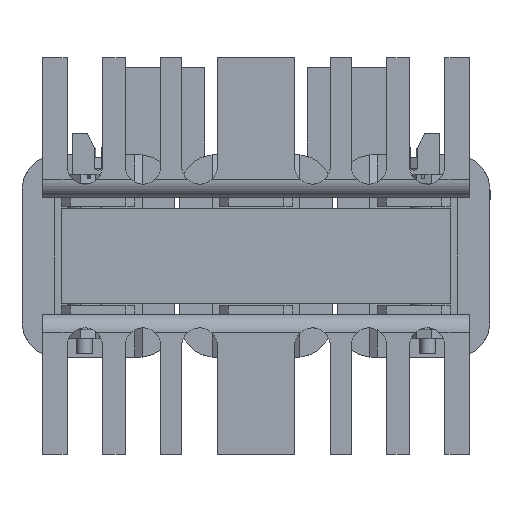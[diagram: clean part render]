
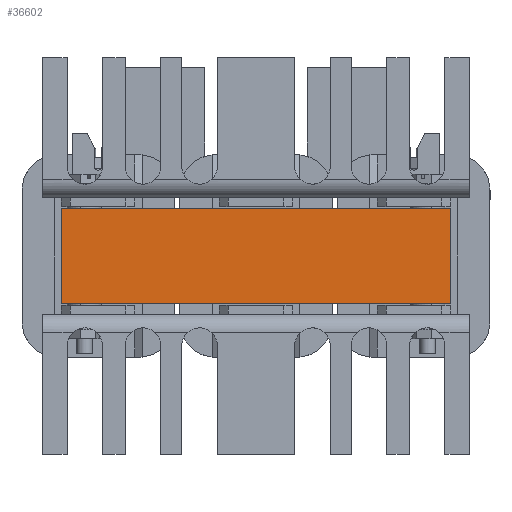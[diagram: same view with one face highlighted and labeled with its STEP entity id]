
A CAD part, front view. The second image highlights one B-rep face of the part: STEP entity #36602.
In plain terms, the highlighted planar face has unit normal (0, -1, 0).
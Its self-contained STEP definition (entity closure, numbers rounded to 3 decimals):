
#13672 = ORIENTED_EDGE ( 'NONE', *, *, #18866, .T. ) ;
#13673 = ORIENTED_EDGE ( 'NONE', *, *, #18961, .F. ) ;
#13674 = ORIENTED_EDGE ( 'NONE', *, *, #18853, .F. ) ;
#13676 = ORIENTED_EDGE ( 'NONE', *, *, #18682, .T. ) ;
#18151 = CARTESIAN_POINT ( 'NONE',  ( -117.933, -48., -21.433 ) ) ;
#18365 = CARTESIAN_POINT ( 'NONE',  ( -117.933, -48., 0.067 ) ) ;
#18450 = VERTEX_POINT ( 'NONE', #18151 ) ;
#18587 = VERTEX_POINT ( 'NONE', #18365 ) ;
#18656 = VERTEX_POINT ( 'NONE', #19788 ) ;
#18682 = EDGE_CURVE ( 'NONE', #19127, #18587, #43377, .T. ) ;
#18853 = EDGE_CURVE ( 'NONE', #18656, #18450, #43468, .T. ) ;
#18866 = EDGE_CURVE ( 'NONE', #18587, #18450, #43479, .T. ) ;
#18961 = EDGE_CURVE ( 'NONE', #19127, #18656, #43553, .T. ) ;
#19127 = VERTEX_POINT ( 'NONE', #32690 ) ;
#19788 = CARTESIAN_POINT ( 'NONE',  ( -30.433, -48., -21.433 ) ) ;
#19833 = CARTESIAN_POINT ( 'NONE',  ( -30.433, -48., 0.067 ) ) ;
#19834 = DIRECTION ( 'NONE',  ( -1., 0., 0. ) ) ;
#20295 = CARTESIAN_POINT ( 'NONE',  ( -30.433, -48., -21.433 ) ) ;
#20296 = DIRECTION ( 'NONE',  ( -1., 0., 0. ) ) ;
#20323 = CARTESIAN_POINT ( 'NONE',  ( -117.933, -48., -21.433 ) ) ;
#20324 = DIRECTION ( 'NONE',  ( 0., 0., -1. ) ) ;
#20523 = CARTESIAN_POINT ( 'NONE',  ( -30.433, -48., -21.433 ) ) ;
#20524 = DIRECTION ( 'NONE',  ( 0., 0., -1. ) ) ;
#20870 = AXIS2_PLACEMENT_3D ( 'NONE', #22743, #22745, #22747 ) ;
#21988 = FACE_OUTER_BOUND ( 'NONE', #42610, .T. ) ;
#22741 = PLANE ( 'NONE',  #20870 ) ;
#22743 = CARTESIAN_POINT ( 'NONE',  ( -30.433, -48., -21.433 ) ) ;
#22745 = DIRECTION ( 'NONE',  ( 0., 1., 0. ) ) ;
#22747 = DIRECTION ( 'NONE',  ( 1., 0., 0. ) ) ;
#29302 = VECTOR ( 'NONE', #19834, 1000. ) ;
#32690 = CARTESIAN_POINT ( 'NONE',  ( -30.433, -48., 0.067 ) ) ;
#35065 = VECTOR ( 'NONE', #20524, 1000. ) ;
#35246 = VECTOR ( 'NONE', #20296, 1000. ) ;
#35301 = VECTOR ( 'NONE', #20324, 1000. ) ;
#36602 = ADVANCED_FACE ( 'NONE', ( #21988 ), #22741, .F. ) ;
#42610 = EDGE_LOOP ( 'NONE', ( #13672, #13674, #13673, #13676 ) ) ;
#43377 = LINE ( 'NONE', #19833, #29302 ) ;
#43468 = LINE ( 'NONE', #20295, #35246 ) ;
#43479 = LINE ( 'NONE', #20323, #35301 ) ;
#43553 = LINE ( 'NONE', #20523, #35065 ) ;
